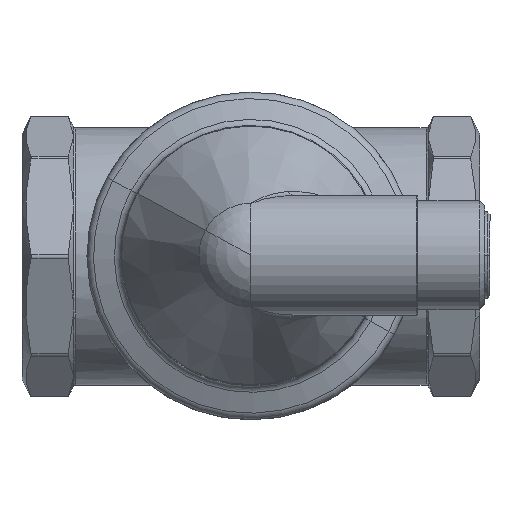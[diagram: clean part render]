
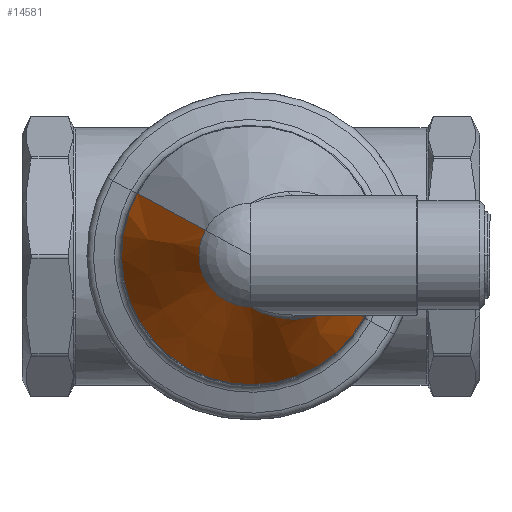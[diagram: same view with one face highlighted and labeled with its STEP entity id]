
A CAD part, top view. The second image highlights one B-rep face of the part: STEP entity #14581.
In plain terms, the highlighted conical face has half-angle 30 degrees and reference radius 9.959 mm.
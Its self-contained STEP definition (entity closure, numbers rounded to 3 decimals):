
#14533=AXIS2_PLACEMENT_3D('Cone Axis2P3D',#14530,#14531,#14532) ;
#14565=AXIS2_PLACEMENT_3D('Circle Axis2P3D',#14563,#14564,$) ;
#14570=AXIS2_PLACEMENT_3D('Circle Axis2P3D',#14568,#14569,$) ;
#14048=CARTESIAN_POINT('Vertex',(-4.775,-8.74,98.25)) ;
#14088=CARTESIAN_POINT('Control Point',(12.25,7.073,91.)) ;
#14089=CARTESIAN_POINT('Control Point',(12.213,6.581,91.482)) ;
#14090=CARTESIAN_POINT('Control Point',(12.157,6.094,91.962)) ;
#14091=CARTESIAN_POINT('Control Point',(12.083,5.613,92.438)) ;
#14092=CARTESIAN_POINT('Control Point',(11.825,4.264,93.784)) ;
#14093=CARTESIAN_POINT('Control Point',(11.432,2.977,95.095)) ;
#14094=CARTESIAN_POINT('Control Point',(11.124,2.173,95.927)) ;
#14095=CARTESIAN_POINT('Control Point',(10.698,1.26,96.887)) ;
#14096=CARTESIAN_POINT('Control Point',(10.208,0.408,97.807)) ;
#14097=CARTESIAN_POINT('Control Point',(10.13,0.274,97.951)) ;
#14098=CARTESIAN_POINT('Control Point',(10.047,0.14,98.097)) ;
#14099=CARTESIAN_POINT('Control Point',(9.964,0.007,98.242)) ;
#14100=CARTESIAN_POINT('Control Point',(9.962,0.005,98.245)) ;
#14101=CARTESIAN_POINT('Control Point',(9.961,0.002,98.247)) ;
#14102=CARTESIAN_POINT('Control Point',(9.959,0.,98.25)) ;
#14103=CARTESIAN_POINT('Vertex',(9.959,0.,98.25)) ;
#14105=CARTESIAN_POINT('Vertex',(12.25,7.073,91.)) ;
#14223=CARTESIAN_POINT('Control Point',(9.482,17.356,81.244)) ;
#14224=CARTESIAN_POINT('Control Point',(9.856,16.834,81.729)) ;
#14225=CARTESIAN_POINT('Control Point',(10.191,16.301,82.223)) ;
#14226=CARTESIAN_POINT('Control Point',(10.491,15.763,82.724)) ;
#14227=CARTESIAN_POINT('Control Point',(11.072,14.581,83.827)) ;
#14228=CARTESIAN_POINT('Control Point',(11.509,13.386,84.948)) ;
#14229=CARTESIAN_POINT('Control Point',(11.707,12.738,85.559)) ;
#14230=CARTESIAN_POINT('Control Point',(12.09,11.198,87.016)) ;
#14231=CARTESIAN_POINT('Control Point',(12.277,9.669,88.478)) ;
#14232=CARTESIAN_POINT('Control Point',(12.325,8.791,89.324)) ;
#14233=CARTESIAN_POINT('Control Point',(12.315,7.924,90.166)) ;
#14234=CARTESIAN_POINT('Control Point',(12.25,7.073,91.)) ;
#14235=CARTESIAN_POINT('Vertex',(9.482,17.356,81.244)) ;
#14530=CARTESIAN_POINT('Axis2P3D Location',(0.,0.,98.25)) ;
#14535=CARTESIAN_POINT('Line Origine',(8.348,15.281,85.34)) ;
#14539=CARTESIAN_POINT('Vertex',(11.921,21.822,72.431)) ;
#14546=CARTESIAN_POINT('Vertex',(-11.921,-21.822,72.431)) ;
#14549=CARTESIAN_POINT('Line Origine',(-8.348,-15.281,85.34)) ;
#14563=CARTESIAN_POINT('Axis2P3D Location',(0.,0.,98.25)) ;
#14568=CARTESIAN_POINT('Axis2P3D Location',(0.,0.,72.431)) ;
#14531=DIRECTION('Axis2P3D Direction',(0.,0.,-1.)) ;
#14532=DIRECTION('Axis2P3D XDirection',(0.479,0.878,0.)) ;
#14536=DIRECTION('Vector Direction',(0.24,0.439,-0.866)) ;
#14550=DIRECTION('Vector Direction',(-0.24,-0.439,-0.866)) ;
#14564=DIRECTION('Axis2P3D Direction',(0.,0.,-1.)) ;
#14569=DIRECTION('Axis2P3D Direction',(0.,0.,-1.)) ;
#14537=VECTOR('Line Direction',#14536,1.) ;
#14551=VECTOR('Line Direction',#14550,1.) ;
#14574=ORIENTED_EDGE('',*,*,#14567,.T.) ;
#14575=ORIENTED_EDGE('',*,*,#14553,.F.) ;
#14576=ORIENTED_EDGE('',*,*,#14572,.F.) ;
#14577=ORIENTED_EDGE('',*,*,#14541,.T.) ;
#14578=ORIENTED_EDGE('',*,*,#14237,.F.) ;
#14579=ORIENTED_EDGE('',*,*,#14107,.F.) ;
#14581=ADVANCED_FACE('Hauptk\X2\00F6\X0\rper',(#14580),#14534,.T.) ;
#14087=B_SPLINE_CURVE_WITH_KNOTS('',5,(#14088,#14089,#14090,#14091,#14092,#14093,#14094,#14095,#14096,#14097,#14098,#14099,#14100,#14101,#14102),.UNSPECIFIED.,.F.,.U.,(6,3,3,3,6),(20.422,25.465,34.774,36.524,36.557),.UNSPECIFIED.) ;
#14222=B_SPLINE_CURVE_WITH_KNOTS('',5,(#14223,#14224,#14225,#14226,#14227,#14228,#14229,#14230,#14231,#14232,#14233,#14234),.UNSPECIFIED.,.F.,.U.,(6,3,3,6),(0.,5.373,11.695,20.422),.UNSPECIFIED.) ;
#14566=CIRCLE('generated circle',#14565,9.959) ;
#14571=CIRCLE('generated circle',#14570,24.866) ;
#14534=CONICAL_SURFACE('Cone',#14533,9.959,0.524) ;
#14107=EDGE_CURVE('',#14104,#14106,#14087,.F.) ;
#14237=EDGE_CURVE('',#14106,#14236,#14222,.F.) ;
#14541=EDGE_CURVE('',#14540,#14236,#14538,.F.) ;
#14553=EDGE_CURVE('',#14547,#14049,#14552,.F.) ;
#14567=EDGE_CURVE('',#14104,#14049,#14566,.T.) ;
#14572=EDGE_CURVE('',#14540,#14547,#14571,.T.) ;
#14573=EDGE_LOOP('',(#14574,#14575,#14576,#14577,#14578,#14579)) ;
#14580=FACE_OUTER_BOUND('',#14573,.T.) ;
#14538=LINE('Line',#14535,#14537) ;
#14552=LINE('Line',#14549,#14551) ;
#14049=VERTEX_POINT('',#14048) ;
#14104=VERTEX_POINT('',#14103) ;
#14106=VERTEX_POINT('',#14105) ;
#14236=VERTEX_POINT('',#14235) ;
#14540=VERTEX_POINT('',#14539) ;
#14547=VERTEX_POINT('',#14546) ;
